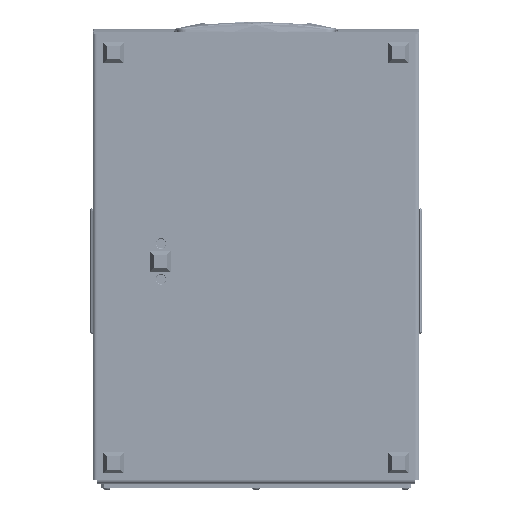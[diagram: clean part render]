
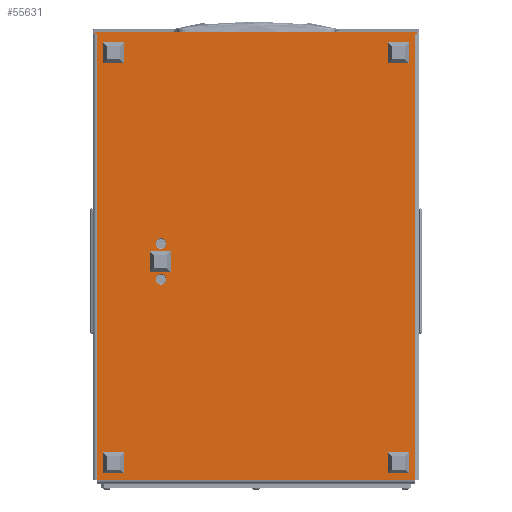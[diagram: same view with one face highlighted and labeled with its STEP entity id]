
A CAD part, front view. The second image highlights one B-rep face of the part: STEP entity #55631.
In plain terms, the highlighted face is planar.
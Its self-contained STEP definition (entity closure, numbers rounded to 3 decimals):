
#432 = LINE ( 'NONE', #53046, #26110 ) ;
#1458 = DIRECTION ( 'NONE',  ( -1., 0., 0. ) ) ;
#2122 = FACE_BOUND ( 'NONE', #112121, .T. ) ;
#4504 = AXIS2_PLACEMENT_3D ( 'NONE', #95258, #93272, #1458 ) ;
#6506 = CARTESIAN_POINT ( 'NONE',  ( 0., 312., 0. ) ) ;
#6608 = DIRECTION ( 'NONE',  ( 1., 0., 0. ) ) ;
#6664 = VERTEX_POINT ( 'NONE', #75724 ) ;
#9857 = LINE ( 'NONE', #61187, #17396 ) ;
#10882 = PLANE ( 'NONE',  #4504 ) ;
#13255 = CARTESIAN_POINT ( 'NONE',  ( 0., -2., 0. ) ) ;
#13814 = VERTEX_POINT ( 'NONE', #132152 ) ;
#15384 = EDGE_CURVE ( 'NONE', #91918, #116390, #39851, .T. ) ;
#16595 = VERTEX_POINT ( 'NONE', #69399 ) ;
#17362 = DIRECTION ( 'NONE',  ( 0., 0., -1. ) ) ;
#17396 = VECTOR ( 'NONE', #84143, 1000. ) ;
#19454 = DIRECTION ( 'NONE',  ( 0., 1., 0. ) ) ;
#20352 = CARTESIAN_POINT ( 'NONE',  ( 205., 249., 0. ) ) ;
#21882 = CIRCLE ( 'NONE', #24305, 5.2 ) ;
#23408 = CARTESIAN_POINT ( 'NONE',  ( 205., 249., 0. ) ) ;
#24081 = LINE ( 'NONE', #65289, #58850 ) ;
#24305 = AXIS2_PLACEMENT_3D ( 'NONE', #20352, #61547, #102708 ) ;
#24756 = EDGE_CURVE ( 'NONE', #122905, #91050, #432, .T. ) ;
#26110 = VECTOR ( 'NONE', #31469, 1000. ) ;
#28597 = ORIENTED_EDGE ( 'NONE', *, *, #47184, .F. ) ;
#28870 = LINE ( 'NONE', #46461, #52011 ) ;
#29792 = ORIENTED_EDGE ( 'NONE', *, *, #33976, .F. ) ;
#30780 = VERTEX_POINT ( 'NONE', #13255 ) ;
#31469 = DIRECTION ( 'NONE',  ( 0., 1., 0. ) ) ;
#32375 = DIRECTION ( 'NONE',  ( -1., 0., 0. ) ) ;
#33976 = EDGE_CURVE ( 'NONE', #6664, #77130, #99616, .T. ) ;
#34252 = DIRECTION ( 'NONE',  ( -1., 0., 0. ) ) ;
#34913 = DIRECTION ( 'NONE',  ( 1., 0., 0. ) ) ;
#39851 = CIRCLE ( 'NONE', #59177, 5.2 ) ;
#42511 = CARTESIAN_POINT ( 'NONE',  ( 436., 312., 0. ) ) ;
#43176 = DIRECTION ( 'NONE',  ( 0., -1., 0. ) ) ;
#43695 = CARTESIAN_POINT ( 'NONE',  ( -2., -2., 0. ) ) ;
#43843 = CARTESIAN_POINT ( 'NONE',  ( 0., -2., 0. ) ) ;
#46026 = ORIENTED_EDGE ( 'NONE', *, *, #48748, .F. ) ;
#46461 = CARTESIAN_POINT ( 'NONE',  ( 0., 0., 0. ) ) ;
#47184 = EDGE_CURVE ( 'NONE', #116390, #91918, #98850, .T. ) ;
#47555 = ORIENTED_EDGE ( 'NONE', *, *, #104887, .T. ) ;
#48748 = EDGE_CURVE ( 'NONE', #16595, #51651, #91078, .T. ) ;
#49408 = EDGE_CURVE ( 'NONE', #30780, #13814, #9857, .T. ) ;
#50894 = CARTESIAN_POINT ( 'NONE',  ( 436., 312., 0. ) ) ;
#51439 = AXIS2_PLACEMENT_3D ( 'NONE', #56481, #97658, #128584 ) ;
#51574 = ORIENTED_EDGE ( 'NONE', *, *, #49408, .F. ) ;
#51651 = VERTEX_POINT ( 'NONE', #104715 ) ;
#52011 = VECTOR ( 'NONE', #6608, 1000. ) ;
#52071 = FACE_OUTER_BOUND ( 'NONE', #122202, .T. ) ;
#53046 = CARTESIAN_POINT ( 'NONE',  ( -2., -4., 0. ) ) ;
#54083 = FACE_BOUND ( 'NONE', #89198, .T. ) ;
#54426 = CARTESIAN_POINT ( 'NONE',  ( 436., 0., 0. ) ) ;
#55631 = ADVANCED_FACE ( 'NONE', ( #54083, #2122, #52071 ), #10882, .T. ) ;
#56481 = CARTESIAN_POINT ( 'NONE',  ( 240., 249., 0. ) ) ;
#57081 = EDGE_CURVE ( 'NONE', #13814, #110735, #28870, .T. ) ;
#58850 = VECTOR ( 'NONE', #34913, 1000. ) ;
#59177 = AXIS2_PLACEMENT_3D ( 'NONE', #118602, #17362, #69377 ) ;
#59305 = EDGE_CURVE ( 'NONE', #91050, #51651, #24081, .T. ) ;
#61187 = CARTESIAN_POINT ( 'NONE',  ( 0., -4., 0. ) ) ;
#61547 = DIRECTION ( 'NONE',  ( 0., 0., -1. ) ) ;
#65289 = CARTESIAN_POINT ( 'NONE',  ( 0., 314., 0. ) ) ;
#67943 = LINE ( 'NONE', #6506, #124665 ) ;
#69142 = ORIENTED_EDGE ( 'NONE', *, *, #15384, .F. ) ;
#69377 = DIRECTION ( 'NONE',  ( -1., 0., 0. ) ) ;
#69399 = CARTESIAN_POINT ( 'NONE',  ( 0., 312., 0. ) ) ;
#70014 = VECTOR ( 'NONE', #43176, 1000. ) ;
#71821 = VECTOR ( 'NONE', #32375, 1000. ) ;
#73587 = LINE ( 'NONE', #42511, #70014 ) ;
#75724 = CARTESIAN_POINT ( 'NONE',  ( 210.2, 249., 0. ) ) ;
#76988 = ORIENTED_EDGE ( 'NONE', *, *, #78325, .F. ) ;
#77130 = VERTEX_POINT ( 'NONE', #109136 ) ;
#78325 = EDGE_CURVE ( 'NONE', #77130, #6664, #21882, .T. ) ;
#80571 = ORIENTED_EDGE ( 'NONE', *, *, #57081, .F. ) ;
#84143 = DIRECTION ( 'NONE',  ( 0., 1., 0. ) ) ;
#86851 = ORIENTED_EDGE ( 'NONE', *, *, #59305, .T. ) ;
#89198 = EDGE_LOOP ( 'NONE', ( #76988, #29792 ) ) ;
#91050 = VERTEX_POINT ( 'NONE', #121398 ) ;
#91078 = LINE ( 'NONE', #99854, #103556 ) ;
#91918 = VERTEX_POINT ( 'NONE', #119731 ) ;
#93272 = DIRECTION ( 'NONE',  ( 0., 0., -1. ) ) ;
#95258 = CARTESIAN_POINT ( 'NONE',  ( 0., 312., 0. ) ) ;
#95416 = CARTESIAN_POINT ( 'NONE',  ( 245.2, 249., 0. ) ) ;
#97404 = AXIS2_PLACEMENT_3D ( 'NONE', #23408, #107734, #34252 ) ;
#97658 = DIRECTION ( 'NONE',  ( 0., 0., -1. ) ) ;
#98850 = CIRCLE ( 'NONE', #51439, 5.2 ) ;
#99616 = CIRCLE ( 'NONE', #97404, 5.2 ) ;
#99854 = CARTESIAN_POINT ( 'NONE',  ( 0., -4., 0. ) ) ;
#102708 = DIRECTION ( 'NONE',  ( -1., 0., 0. ) ) ;
#103556 = VECTOR ( 'NONE', #19454, 1000. ) ;
#104715 = CARTESIAN_POINT ( 'NONE',  ( 0., 314., 0. ) ) ;
#104887 = EDGE_CURVE ( 'NONE', #120178, #110735, #73587, .T. ) ;
#107734 = DIRECTION ( 'NONE',  ( 0., 0., -1. ) ) ;
#108373 = EDGE_CURVE ( 'NONE', #120178, #16595, #67943, .T. ) ;
#109136 = CARTESIAN_POINT ( 'NONE',  ( 199.8, 249., 0. ) ) ;
#110735 = VERTEX_POINT ( 'NONE', #54426 ) ;
#111089 = DIRECTION ( 'NONE',  ( -1., 0., 0. ) ) ;
#111100 = EDGE_CURVE ( 'NONE', #30780, #122905, #114681, .T. ) ;
#111811 = ORIENTED_EDGE ( 'NONE', *, *, #24756, .T. ) ;
#112121 = EDGE_LOOP ( 'NONE', ( #69142, #28597 ) ) ;
#114681 = LINE ( 'NONE', #43843, #71821 ) ;
#116390 = VERTEX_POINT ( 'NONE', #95416 ) ;
#118602 = CARTESIAN_POINT ( 'NONE',  ( 240., 249., 0. ) ) ;
#118894 = ORIENTED_EDGE ( 'NONE', *, *, #111100, .T. ) ;
#119731 = CARTESIAN_POINT ( 'NONE',  ( 234.8, 249., 0. ) ) ;
#120178 = VERTEX_POINT ( 'NONE', #50894 ) ;
#121398 = CARTESIAN_POINT ( 'NONE',  ( -2., 314., 0. ) ) ;
#122202 = EDGE_LOOP ( 'NONE', ( #51574, #118894, #111811, #86851, #46026, #126959, #47555, #80571 ) ) ;
#122905 = VERTEX_POINT ( 'NONE', #43695 ) ;
#124665 = VECTOR ( 'NONE', #111089, 1000. ) ;
#126959 = ORIENTED_EDGE ( 'NONE', *, *, #108373, .F. ) ;
#128584 = DIRECTION ( 'NONE',  ( -1., 0., 0. ) ) ;
#132152 = CARTESIAN_POINT ( 'NONE',  ( 0., 0., 0. ) ) ;
